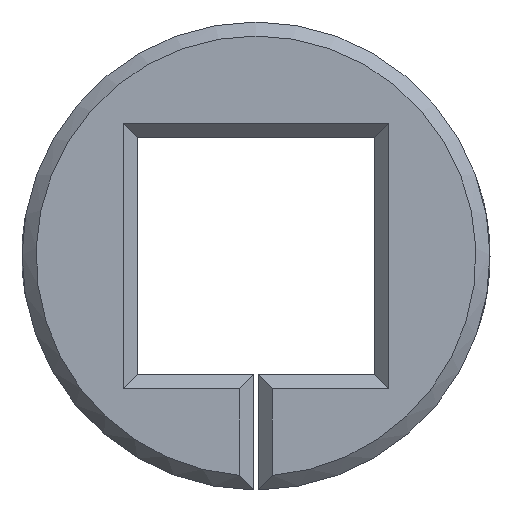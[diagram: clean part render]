
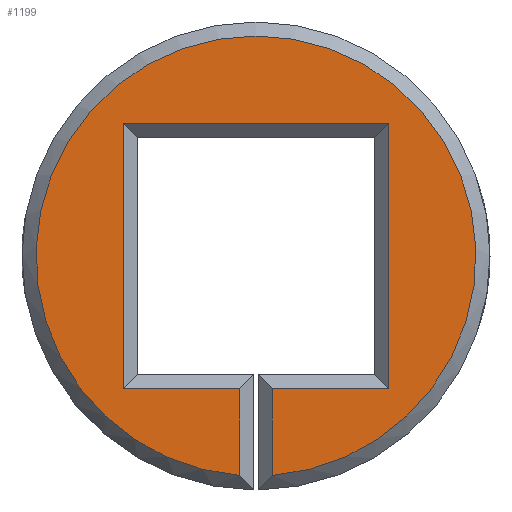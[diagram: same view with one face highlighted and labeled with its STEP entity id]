
A CAD part, front view. The second image highlights one B-rep face of the part: STEP entity #1199.
In plain terms, the highlighted planar face has unit normal (0, -1, 0).
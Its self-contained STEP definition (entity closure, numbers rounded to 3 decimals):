
#97=PLANE('',#1315);
#164=FACE_OUTER_BOUND('',#244,.T.);
#244=EDGE_LOOP('',(#1084,#1085,#1086,#1087,#1088,#1089,#1090,#1091));
#274=CIRCLE('',#1308,18.8);
#379=LINE('',#2128,#499);
#382=LINE('',#2133,#502);
#384=LINE('',#2151,#504);
#387=LINE('',#2156,#507);
#389=LINE('',#2160,#509);
#391=LINE('',#2164,#511);
#393=LINE('',#2167,#513);
#499=VECTOR('',#1602,10.);
#502=VECTOR('',#1607,10.);
#504=VECTOR('',#1617,10.);
#507=VECTOR('',#1622,10.);
#509=VECTOR('',#1626,10.);
#511=VECTOR('',#1630,10.);
#513=VECTOR('',#1634,10.);
#620=VERTEX_POINT('',#2126);
#621=VERTEX_POINT('',#2127);
#622=VERTEX_POINT('',#2132);
#624=VERTEX_POINT('',#2141);
#626=VERTEX_POINT('',#2150);
#627=VERTEX_POINT('',#2155);
#628=VERTEX_POINT('',#2159);
#629=VERTEX_POINT('',#2163);
#773=EDGE_CURVE('',#620,#621,#379,.T.);
#776=EDGE_CURVE('',#621,#622,#382,.T.);
#779=EDGE_CURVE('',#622,#624,#274,.T.);
#782=EDGE_CURVE('',#624,#626,#384,.T.);
#785=EDGE_CURVE('',#626,#627,#387,.T.);
#787=EDGE_CURVE('',#627,#628,#389,.T.);
#789=EDGE_CURVE('',#628,#629,#391,.T.);
#791=EDGE_CURVE('',#629,#620,#393,.T.);
#1084=ORIENTED_EDGE('',*,*,#779,.F.);
#1085=ORIENTED_EDGE('',*,*,#776,.F.);
#1086=ORIENTED_EDGE('',*,*,#773,.F.);
#1087=ORIENTED_EDGE('',*,*,#791,.F.);
#1088=ORIENTED_EDGE('',*,*,#789,.F.);
#1089=ORIENTED_EDGE('',*,*,#787,.F.);
#1090=ORIENTED_EDGE('',*,*,#785,.F.);
#1091=ORIENTED_EDGE('',*,*,#782,.F.);
#1199=ADVANCED_FACE('',(#164),#97,.F.);
#1308=AXIS2_PLACEMENT_3D('',#2142,#1611,#1612);
#1315=AXIS2_PLACEMENT_3D('',#2168,#1635,#1636);
#1602=DIRECTION('',(1.,0.,0.));
#1607=DIRECTION('',(0.,0.,-1.));
#1611=DIRECTION('center_axis',(0.,1.,0.));
#1612=DIRECTION('ref_axis',(1.,0.,0.));
#1617=DIRECTION('',(0.,0.,1.));
#1622=DIRECTION('',(1.,0.,0.));
#1626=DIRECTION('',(0.,0.,1.));
#1630=DIRECTION('',(-1.,0.,0.));
#1634=DIRECTION('',(0.,0.,-1.));
#1635=DIRECTION('center_axis',(0.,1.,0.));
#1636=DIRECTION('ref_axis',(1.,0.,0.));
#2126=CARTESIAN_POINT('',(-11.35,-249.,-11.35));
#2127=CARTESIAN_POINT('',(-1.4,-249.,-11.35));
#2128=CARTESIAN_POINT('',(-0.1,-249.,-11.35));
#2132=CARTESIAN_POINT('',(-1.4,-249.,-18.748));
#2133=CARTESIAN_POINT('',(-1.4,-249.,-9.999));
#2141=CARTESIAN_POINT('',(1.4,-249.,-18.748));
#2142=CARTESIAN_POINT('Origin',(0.,-249.,0.));
#2150=CARTESIAN_POINT('',(1.4,-249.,-11.35));
#2151=CARTESIAN_POINT('',(1.4,-249.,-5.075));
#2155=CARTESIAN_POINT('',(11.35,-249.,-11.35));
#2156=CARTESIAN_POINT('',(5.075,-249.,-11.35));
#2159=CARTESIAN_POINT('',(11.35,-249.,11.35));
#2160=CARTESIAN_POINT('',(11.35,-249.,5.075));
#2163=CARTESIAN_POINT('',(-11.35,-249.,11.35));
#2164=CARTESIAN_POINT('',(-5.075,-249.,11.35));
#2167=CARTESIAN_POINT('',(-11.35,-249.,-5.075));
#2168=CARTESIAN_POINT('Origin',(0.,-249.,0.001));
